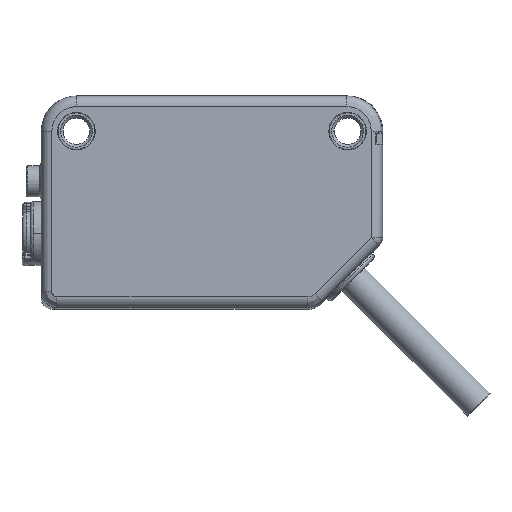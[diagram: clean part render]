
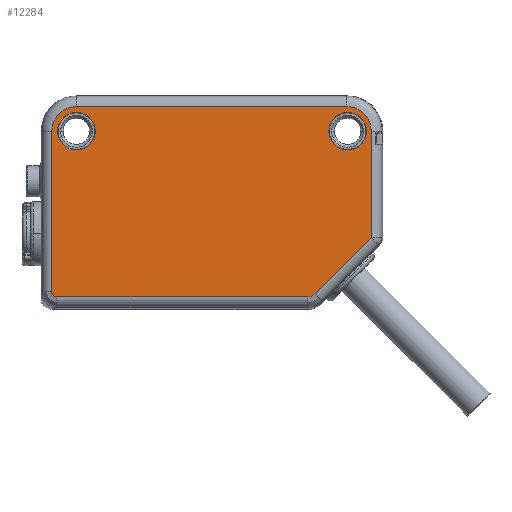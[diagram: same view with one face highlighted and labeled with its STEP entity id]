
A CAD part, left-side view. The second image highlights one B-rep face of the part: STEP entity #12284.
In plain terms, the highlighted planar face has unit normal (-1, 0, 0).
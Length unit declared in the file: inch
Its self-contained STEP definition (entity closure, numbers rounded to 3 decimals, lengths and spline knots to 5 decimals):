
#1=DIRECTION('',(0.,-0.707,0.707));
#2=VECTOR('',#1,0.29317);
#3=CARTESIAN_POINT('',(-0.23622,-0.37981,
-0.33524));
#4=LINE('',#3,#2);
#5=CARTESIAN_POINT('',(-0.23622,-0.35197,
-0.34677));
#6=CARTESIAN_POINT('',(-0.23622,-0.35344,
-0.34677));
#7=CARTESIAN_POINT('',(-0.23622,-0.35636,
-0.3466));
#8=CARTESIAN_POINT('',(-0.23622,-0.36072,
-0.34587));
#9=CARTESIAN_POINT('',(-0.23622,-0.36499,
-0.34464));
#10=CARTESIAN_POINT('',(-0.23622,-0.3691,
-0.34294));
#11=CARTESIAN_POINT('',(-0.23622,-0.37298,
-0.34079));
#12=CARTESIAN_POINT('',(-0.23622,-0.37659,
-0.33822));
#13=CARTESIAN_POINT('',(-0.23622,-0.37877,
-0.33627));
#14=CARTESIAN_POINT('',(-0.23622,-0.37981,
-0.33524));
#16=DIRECTION('',(0.,-1.,0.));
#17=VECTOR('',#16,0.92445);
#18=CARTESIAN_POINT('',(-0.23622,0.57248,
-0.34677));
#19=LINE('',#18,#17);
#20=CARTESIAN_POINT('',(-0.23622,0.59055,
-0.32868));
#21=CARTESIAN_POINT('',(-0.23622,0.59055,
-0.32953));
#22=CARTESIAN_POINT('',(-0.23622,0.59043,
-0.33124));
#23=CARTESIAN_POINT('',(-0.23622,0.58988,
-0.33378));
#24=CARTESIAN_POINT('',(-0.23622,0.58898,
-0.33621));
#25=CARTESIAN_POINT('',(-0.23622,0.58774,
-0.33849));
#26=CARTESIAN_POINT('',(-0.23622,0.58619,
-0.34057));
#27=CARTESIAN_POINT('',(-0.23622,0.58435,
-0.3424));
#28=CARTESIAN_POINT('',(-0.23622,0.58228,
-0.34395));
#29=CARTESIAN_POINT('',(-0.23622,0.58001,
-0.34519));
#30=CARTESIAN_POINT('',(-0.23622,0.57757,
-0.3461));
#31=CARTESIAN_POINT('',(-0.23622,0.57503,
-0.34665));
#32=CARTESIAN_POINT('',(-0.23622,0.57333,
-0.34677));
#33=CARTESIAN_POINT('',(-0.23622,0.57248,
-0.34677));
#35=CARTESIAN_POINT('',(-0.23622,0.5,0.26378));
#36=DIRECTION('',(-1.,0.,0.));
#37=DIRECTION('',(0.,0.,1.));
#38=AXIS2_PLACEMENT_3D('',#35,#36,#37);
#40=DIRECTION('',(0.,1.,0.));
#41=VECTOR('',#40,0.99654);
#42=CARTESIAN_POINT('',(-0.23622,-0.49654,
0.35433));
#43=LINE('',#42,#41);
#44=CARTESIAN_POINT('',(-0.23622,-0.58711,
0.26378));
#45=CARTESIAN_POINT('',(-0.23622,-0.58711,
0.26692));
#46=CARTESIAN_POINT('',(-0.23622,-0.58678,
0.27318));
#47=CARTESIAN_POINT('',(-0.23622,-0.58531,
0.28256));
#48=CARTESIAN_POINT('',(-0.23622,-0.58285,
0.29175));
#49=CARTESIAN_POINT('',(-0.23622,-0.57945,
0.30063));
#50=CARTESIAN_POINT('',(-0.23622,-0.57514,
0.3091));
#51=CARTESIAN_POINT('',(-0.23622,-0.56996,
0.31708));
#52=CARTESIAN_POINT('',(-0.23622,-0.56397,
0.32448));
#53=CARTESIAN_POINT('',(-0.23622,-0.55725,
0.3312));
#54=CARTESIAN_POINT('',(-0.23622,-0.54985,
0.33719));
#55=CARTESIAN_POINT('',(-0.23622,-0.54187,
0.34236));
#56=CARTESIAN_POINT('',(-0.23622,-0.5334,
0.34667));
#57=CARTESIAN_POINT('',(-0.23622,-0.52452,
0.35008));
#58=CARTESIAN_POINT('',(-0.23622,-0.51533,
0.35253));
#59=CARTESIAN_POINT('',(-0.23622,-0.50594,
0.35401));
#60=CARTESIAN_POINT('',(-0.23622,-0.49968,
0.35433));
#61=CARTESIAN_POINT('',(-0.23622,-0.49654,
0.35433));
#63=CARTESIAN_POINT('',(-0.23622,0.5,0.26378));
#64=DIRECTION('',(1.,0.,0.));
#65=DIRECTION('',(0.,0.,-1.));
#66=AXIS2_PLACEMENT_3D('',#63,#64,#65);
#68=CARTESIAN_POINT('',(-0.23622,0.5,0.26378));
#69=DIRECTION('',(1.,0.,0.));
#70=DIRECTION('',(0.,0.,1.));
#71=AXIS2_PLACEMENT_3D('',#68,#69,#70);
#73=CARTESIAN_POINT('',(-0.23622,-0.5,0.26378));
#74=DIRECTION('',(1.,0.,0.));
#75=DIRECTION('',(0.,0.,-1.));
#76=AXIS2_PLACEMENT_3D('',#73,#74,#75);
#78=CARTESIAN_POINT('',(-0.23622,-0.5,0.26378));
#79=DIRECTION('',(1.,0.,0.));
#80=DIRECTION('',(0.,0.,1.));
#81=AXIS2_PLACEMENT_3D('',#78,#79,#80);
#87=DIRECTION('',(0.,0.,1.));
#88=VECTOR('',#87,0.39172);
#89=CARTESIAN_POINT('',(-0.23622,-0.58711,
-0.12794));
#90=LINE('',#89,#88);
#413=DIRECTION('',(0.,0.,-1.));
#414=VECTOR('',#413,0.59246);
#415=CARTESIAN_POINT('',(-0.23622,0.59055,
0.26378));
#416=LINE('',#415,#414);
#10627=VERTEX_POINT('',#44);
#10628=VERTEX_POINT('',#61);
#10631=CARTESIAN_POINT('',(-0.23622,0.5,0.35433));
#10632=VERTEX_POINT('',#10631);
#11199=CARTESIAN_POINT('',(-0.23622,-0.5,0.33307));
#11200=CARTESIAN_POINT('',(-0.23622,-0.5,0.19449));
#11201=VERTEX_POINT('',#11199);
#11202=VERTEX_POINT('',#11200);
#11203=CARTESIAN_POINT('',(-0.23622,0.5,0.33307));
#11204=CARTESIAN_POINT('',(-0.23622,0.5,0.19449));
#11205=VERTEX_POINT('',#11203);
#11206=VERTEX_POINT('',#11204);
#11248=CARTESIAN_POINT('',(-0.23622,0.59055,
0.26378));
#11249=VERTEX_POINT('',#11248);
#11849=CARTESIAN_POINT('',(-0.23622,-0.58711,
-0.12794));
#11851=VERTEX_POINT('',#11849);
#12032=CARTESIAN_POINT('',(-0.23622,-0.37981,
-0.33524));
#12033=VERTEX_POINT('',#12032);
#12038=VERTEX_POINT('',#20);
#12039=VERTEX_POINT('',#33);
#12042=CARTESIAN_POINT('',(-0.23622,-0.35197,
-0.34677));
#12043=VERTEX_POINT('',#12042);
#12247=CARTESIAN_POINT('',(-0.23622,0.,0.));
#12248=DIRECTION('',(1.,0.,0.));
#12249=DIRECTION('',(0.,0.,-1.));
#12250=AXIS2_PLACEMENT_3D('',#12247,#12248,#12249);
#12251=PLANE('',#12250);
#12253=ORIENTED_EDGE('',*,*,#12252,.F.);
#12255=ORIENTED_EDGE('',*,*,#12254,.F.);
#12257=ORIENTED_EDGE('',*,*,#12256,.F.);
#12259=ORIENTED_EDGE('',*,*,#12258,.F.);
#12261=ORIENTED_EDGE('',*,*,#12260,.F.);
#12263=ORIENTED_EDGE('',*,*,#12262,.F.);
#12265=ORIENTED_EDGE('',*,*,#12264,.F.);
#12267=ORIENTED_EDGE('',*,*,#12266,.F.);
#12269=ORIENTED_EDGE('',*,*,#12268,.F.);
#12270=EDGE_LOOP('',(#12253,#12255,#12257,#12259,#12261,#12263,#12265,#12267,
#12269));
#12271=FACE_OUTER_BOUND('',#12270,.F.);
#12273=ORIENTED_EDGE('',*,*,#12272,.F.);
#12275=ORIENTED_EDGE('',*,*,#12274,.F.);
#12276=EDGE_LOOP('',(#12273,#12275));
#12277=FACE_BOUND('',#12276,.F.);
#12279=ORIENTED_EDGE('',*,*,#12278,.F.);
#12281=ORIENTED_EDGE('',*,*,#12280,.F.);
#12282=EDGE_LOOP('',(#12279,#12281));
#12283=FACE_BOUND('',#12282,.F.);
#12284=ADVANCED_FACE('',(#12271,#12277,#12283),#12251,.F.);
#15=B_SPLINE_CURVE_WITH_KNOTS('',3,(#5,#6,#7,#8,#9,#10,#11,#12,#13,#14),
.UNSPECIFIED.,.F.,.F.,(4,1,1,1,1,1,1,4),(0.,0.14286,
0.28571,0.42857,0.57143,0.71429,
0.85714,1.),.UNSPECIFIED.);
#34=B_SPLINE_CURVE_WITH_KNOTS('',3,(#20,#21,#22,#23,#24,#25,#26,#27,#28,#29,#30,
#31,#32,#33),.UNSPECIFIED.,.F.,.F.,(4,1,1,1,1,1,1,1,1,1,1,4),(0.,
0.09091,0.18182,0.27273,0.36364,
0.45455,0.54545,0.63636,0.72727,
0.81818,0.90909,1.),.UNSPECIFIED.);
#39=CIRCLE('',#38,0.09055);
#62=B_SPLINE_CURVE_WITH_KNOTS('',3,(#44,#45,#46,#47,#48,#49,#50,#51,#52,#53,#54,
#55,#56,#57,#58,#59,#60,#61),.UNSPECIFIED.,.F.,.F.,(4,1,1,1,1,1,1,1,1,1,1,1,1,1,
1,4),(0.,0.06667,0.13333,0.2,0.26667,
0.33333,0.4,0.46667,0.53333,0.6,
0.66667,0.73333,0.8,0.86667,0.93333,
1.),.UNSPECIFIED.);
#67=CIRCLE('',#66,0.06929);
#72=CIRCLE('',#71,0.06929);
#77=CIRCLE('',#76,0.06929);
#82=CIRCLE('',#81,0.06929);
#12252=EDGE_CURVE('',#11851,#10627,#90,.T.);
#12254=EDGE_CURVE('',#12033,#11851,#4,.T.);
#12256=EDGE_CURVE('',#12043,#12033,#15,.T.);
#12258=EDGE_CURVE('',#12039,#12043,#19,.T.);
#12260=EDGE_CURVE('',#12038,#12039,#34,.T.);
#12262=EDGE_CURVE('',#11249,#12038,#416,.T.);
#12264=EDGE_CURVE('',#10632,#11249,#39,.T.);
#12266=EDGE_CURVE('',#10628,#10632,#43,.T.);
#12268=EDGE_CURVE('',#10627,#10628,#62,.T.);
#12272=EDGE_CURVE('',#11206,#11205,#67,.T.);
#12274=EDGE_CURVE('',#11205,#11206,#72,.T.);
#12278=EDGE_CURVE('',#11202,#11201,#77,.T.);
#12280=EDGE_CURVE('',#11201,#11202,#82,.T.);
